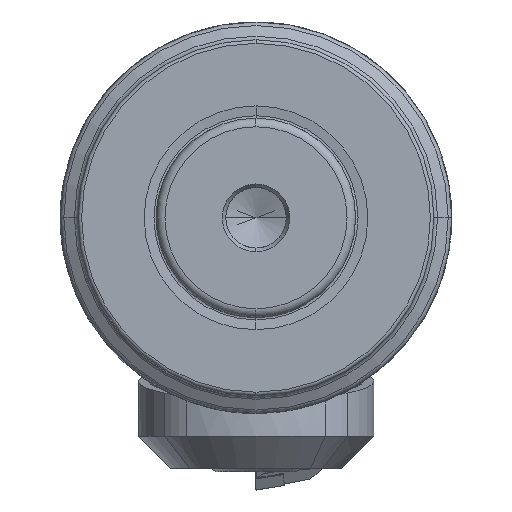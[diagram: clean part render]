
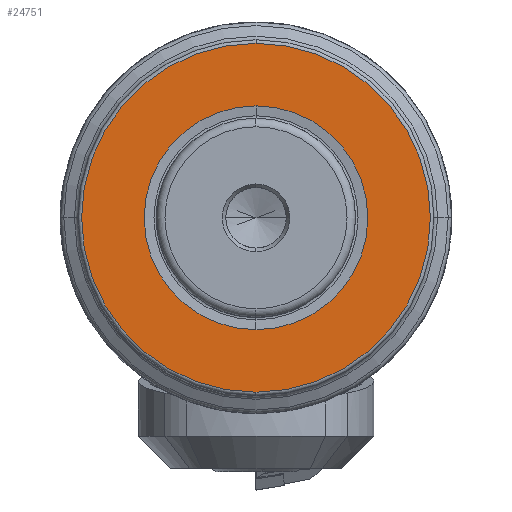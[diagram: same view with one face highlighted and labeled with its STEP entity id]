
A CAD part, left-side view. The second image highlights one B-rep face of the part: STEP entity #24751.
In plain terms, the highlighted planar face has unit normal (-1, 0, 0).
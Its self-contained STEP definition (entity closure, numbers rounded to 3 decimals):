
#625 = CARTESIAN_POINT ( 'NONE',  ( 0., 0., 0. ) ) ;
#2899 = DIRECTION ( 'NONE',  ( 0., 0., -1. ) ) ;
#3027 = EDGE_CURVE ( 'NONE', #28029, #32130, #33765, .T. ) ;
#3070 = CARTESIAN_POINT ( 'NONE',  ( 0., 0., -15.715 ) ) ;
#3929 = DIRECTION ( 'NONE',  ( 0., 0., 1. ) ) ;
#4381 = CARTESIAN_POINT ( 'NONE',  ( 0., 0., 0. ) ) ;
#5972 = VERTEX_POINT ( 'NONE', #3070 ) ;
#7655 = DIRECTION ( 'NONE',  ( 0., 0., 1. ) ) ;
#7812 = FACE_OUTER_BOUND ( 'NONE', #35294, .T. ) ;
#8553 = ORIENTED_EDGE ( 'NONE', *, *, #35097, .T. ) ;
#9128 = CARTESIAN_POINT ( 'NONE',  ( 0., 0., -24.5 ) ) ;
#9586 = AXIS2_PLACEMENT_3D ( 'NONE', #4381, #27320, #7655 ) ;
#10160 = CARTESIAN_POINT ( 'NONE',  ( 0., 0., 0. ) ) ;
#12527 = DIRECTION ( 'NONE',  ( 1., 0., 0. ) ) ;
#13459 = DIRECTION ( 'NONE',  ( 0., 0., 1. ) ) ;
#14791 = VERTEX_POINT ( 'NONE', #23058 ) ;
#15976 = CARTESIAN_POINT ( 'NONE',  ( 0., 15.715, 0. ) ) ;
#18076 = CIRCLE ( 'NONE', #18697, 15.715 ) ;
#18217 = DIRECTION ( 'NONE',  ( -1., 0., 0. ) ) ;
#18697 = AXIS2_PLACEMENT_3D ( 'NONE', #37911, #18217, #41236 ) ;
#20428 = ORIENTED_EDGE ( 'NONE', *, *, #20736, .F. ) ;
#20736 = EDGE_CURVE ( 'NONE', #5972, #14791, #18076, .T. ) ;
#22639 = CARTESIAN_POINT ( 'NONE',  ( 0., 0., 24.5 ) ) ;
#23058 = CARTESIAN_POINT ( 'NONE',  ( 0., 0., 15.715 ) ) ;
#23577 = DIRECTION ( 'NONE',  ( -1., 0., 0. ) ) ;
#24751 = ADVANCED_FACE ( 'NONE', ( #40826, #7812 ), #42245, .F. ) ;
#25375 = EDGE_CURVE ( 'NONE', #14791, #5972, #34456, .T. ) ;
#26425 = CIRCLE ( 'NONE', #9586, 24.5 ) ;
#26738 = AXIS2_PLACEMENT_3D ( 'NONE', #10160, #33110, #13459 ) ;
#27320 = DIRECTION ( 'NONE',  ( -1., 0., 0. ) ) ;
#27801 = EDGE_LOOP ( 'NONE', ( #32108, #20428 ) ) ;
#28029 = VERTEX_POINT ( 'NONE', #22639 ) ;
#32108 = ORIENTED_EDGE ( 'NONE', *, *, #25375, .F. ) ;
#32130 = VERTEX_POINT ( 'NONE', #9128 ) ;
#32240 = AXIS2_PLACEMENT_3D ( 'NONE', #15976, #12527, #2899 ) ;
#33110 = DIRECTION ( 'NONE',  ( -1., 0., 0. ) ) ;
#33563 = AXIS2_PLACEMENT_3D ( 'NONE', #625, #23577, #3929 ) ;
#33765 = CIRCLE ( 'NONE', #33563, 24.5 ) ;
#34456 = CIRCLE ( 'NONE', #26738, 15.715 ) ;
#35097 = EDGE_CURVE ( 'NONE', #32130, #28029, #26425, .T. ) ;
#35294 = EDGE_LOOP ( 'NONE', ( #38026, #8553 ) ) ;
#37911 = CARTESIAN_POINT ( 'NONE',  ( 0., 0., 0. ) ) ;
#38026 = ORIENTED_EDGE ( 'NONE', *, *, #3027, .T. ) ;
#40826 = FACE_BOUND ( 'NONE', #27801, .T. ) ;
#41236 = DIRECTION ( 'NONE',  ( 0., 0., 1. ) ) ;
#42245 = PLANE ( 'NONE',  #32240 ) ;
